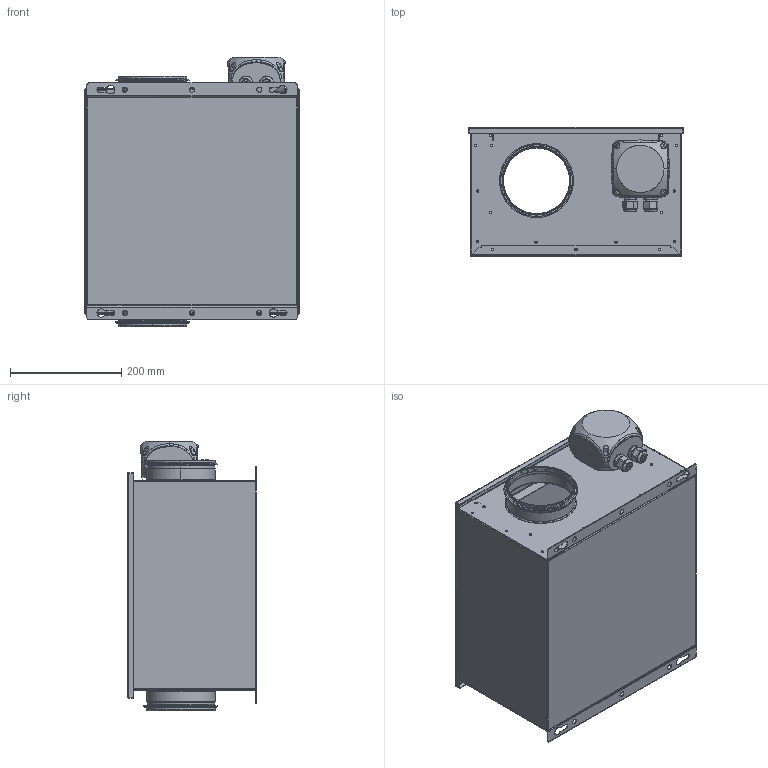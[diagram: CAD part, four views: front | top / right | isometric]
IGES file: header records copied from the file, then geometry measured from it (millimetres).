
Global section: file name: ESR -3 EC; native system: AutoCAD 2022 - Deutsch (German); preprocessor: Autodesk Translation Framework DWG producer (atf_dwg_producer); organization: unknown; date: 20230727.114109; units: millimetre
Bounding box: 386 x 231.8 x 484.5 mm (x, y, z)
Surface area: 1514541.6 mm2 (no closed solid volume)
Topology: 0 solids, 0 shells, 594 faces, 6132 edges, 6132 vertices
Faces by surface type: revolution 375, bspline 219
